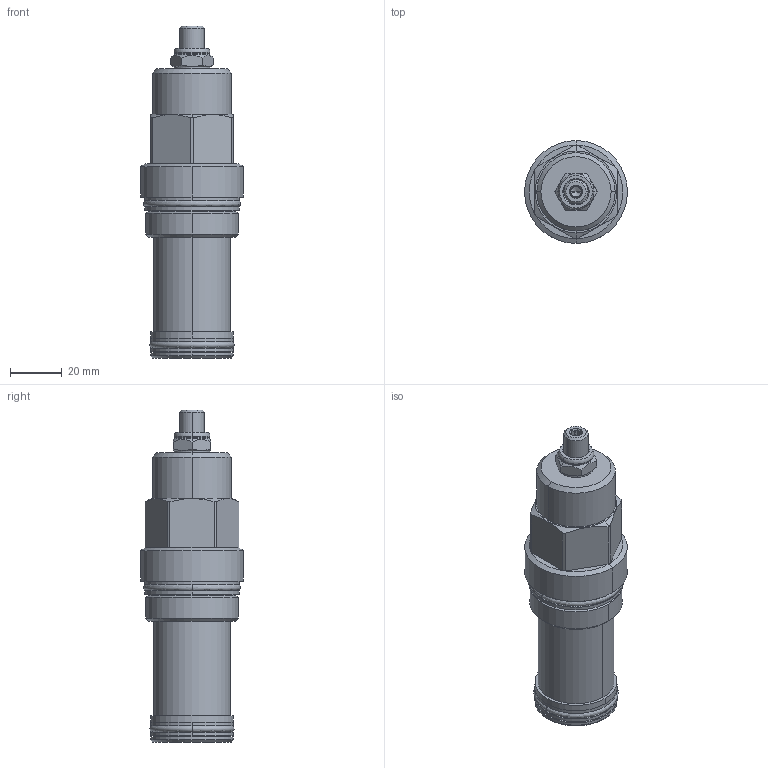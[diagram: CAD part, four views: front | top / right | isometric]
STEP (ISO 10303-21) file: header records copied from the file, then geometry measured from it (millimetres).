
FILE_DESCRIPTION((''),'2;1');
FILE_NAME('NFED-LHN_PRT','2017-06-02T',('Administrator'),(''),'PRO/ENGINEER BY PARAMETRIC TECHNOLOGY CORPORATION, 2006240','PRO/ENGINEER BY PARAMETRIC TECHNOLOGY CORPORATION, 2006240','');
FILE_SCHEMA(('CONFIG_CONTROL_DESIGN'));
Length unit declared in the file: inch
Products named in the file (1): NFED-LHN_PRT
Bounding box: 39.6 x 39.6 x 127.81 mm (x, y, z)
Volume: 93930.2 mm3; surface area: 18671.4 mm2
Topology: 3 solids, 5 shells, 179 faces, 400 edges, 239 vertices
Faces by surface type: cylinder 58, plane 55, cone 40, torus 18, revolution 8
Entity records: 5812 total; most frequent: CARTESIAN_POINT 1726, DIRECTION 908, ORIENTED_EDGE 796, EDGE_CURVE 398, AXIS2_PLACEMENT_3D 377, VERTEX_POINT 239, CIRCLE 206, EDGE_LOOP 197
